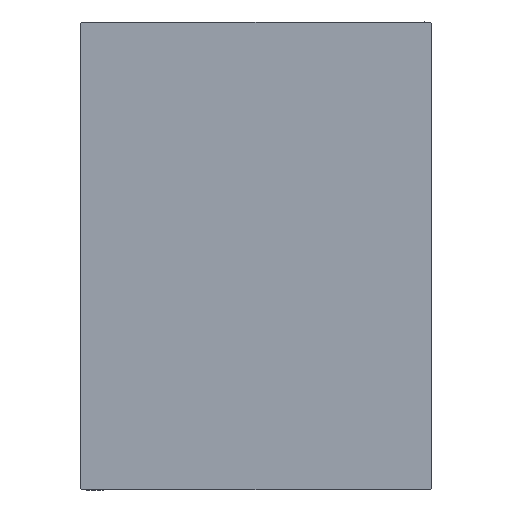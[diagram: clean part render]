
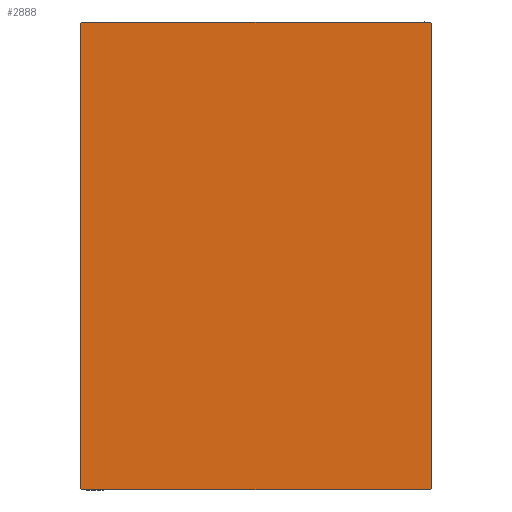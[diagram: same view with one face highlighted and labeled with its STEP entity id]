
A CAD part, left-side view. The second image highlights one B-rep face of the part: STEP entity #2888.
In plain terms, the highlighted face is planar.
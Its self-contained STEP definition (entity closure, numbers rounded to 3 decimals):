
#797 = DIRECTION ( 'NONE',  ( 0., -0.707, 0.707 ) ) ;
#1121 = VERTEX_POINT ( 'NONE', #41088 ) ;
#1429 = EDGE_CURVE ( 'NONE', #4002, #27872, #34097, .T. ) ;
#1532 = CARTESIAN_POINT ( 'NONE',  ( 98., 37.2, -50. ) ) ;
#2445 = VECTOR ( 'NONE', #25975, 1000. ) ;
#2888 = ADVANCED_FACE ( 'NONE', ( #21456 ), #18817, .T. ) ;
#2968 = DIRECTION ( 'NONE',  ( 0., 0.707, 0.707 ) ) ;
#2981 = EDGE_CURVE ( 'NONE', #8332, #1121, #8405, .T. ) ;
#2991 = VECTOR ( 'NONE', #22332, 1000. ) ;
#3205 = ORIENTED_EDGE ( 'NONE', *, *, #36699, .T. ) ;
#4002 = VERTEX_POINT ( 'NONE', #39229 ) ;
#4262 = LINE ( 'NONE', #37285, #37980 ) ;
#4746 = ORIENTED_EDGE ( 'NONE', *, *, #23824, .T. ) ;
#4914 = DIRECTION ( 'NONE',  ( 0., -0.707, -0.707 ) ) ;
#5354 = CARTESIAN_POINT ( 'NONE',  ( 98., -37.5, 50. ) ) ;
#6443 = LINE ( 'NONE', #39460, #25487 ) ;
#8332 = VERTEX_POINT ( 'NONE', #11937 ) ;
#8405 = LINE ( 'NONE', #5354, #15272 ) ;
#9483 = EDGE_LOOP ( 'NONE', ( #3205, #15839, #4746, #35590, #41640, #11804, #9980, #37205 ) ) ;
#9980 = ORIENTED_EDGE ( 'NONE', *, *, #2981, .T. ) ;
#10781 = CARTESIAN_POINT ( 'NONE',  ( 98., -37.2, 50. ) ) ;
#11804 = ORIENTED_EDGE ( 'NONE', *, *, #34816, .T. ) ;
#11937 = CARTESIAN_POINT ( 'NONE',  ( 98., -37.5, 49.7 ) ) ;
#12075 = CARTESIAN_POINT ( 'NONE',  ( 98., 0., 0. ) ) ;
#13564 = VECTOR ( 'NONE', #28479, 1000. ) ;
#14452 = EDGE_CURVE ( 'NONE', #1121, #29980, #35137, .T. ) ;
#14669 = VERTEX_POINT ( 'NONE', #27531 ) ;
#14718 = DIRECTION ( 'NONE',  ( 1., 0., 0. ) ) ;
#15272 = VECTOR ( 'NONE', #34895, 1000. ) ;
#15839 = ORIENTED_EDGE ( 'NONE', *, *, #27841, .T. ) ;
#18437 = CARTESIAN_POINT ( 'NONE',  ( 98., 37.5, 50. ) ) ;
#18817 = PLANE ( 'NONE',  #42301 ) ;
#21400 = VERTEX_POINT ( 'NONE', #1532 ) ;
#21456 = FACE_OUTER_BOUND ( 'NONE', #9483, .T. ) ;
#21635 = CARTESIAN_POINT ( 'NONE',  ( 98., -43.6, 43.6 ) ) ;
#21697 = DIRECTION ( 'NONE',  ( 0., -1., 0. ) ) ;
#22332 = DIRECTION ( 'NONE',  ( 0., 0.707, -0.707 ) ) ;
#23824 = EDGE_CURVE ( 'NONE', #14669, #37013, #31519, .T. ) ;
#24270 = VECTOR ( 'NONE', #21697, 1000. ) ;
#25487 = VECTOR ( 'NONE', #2968, 1000. ) ;
#25975 = DIRECTION ( 'NONE',  ( 0., 1., 0. ) ) ;
#26847 = LINE ( 'NONE', #36176, #2445 ) ;
#27531 = CARTESIAN_POINT ( 'NONE',  ( 98., 37.5, -49.7 ) ) ;
#27841 = EDGE_CURVE ( 'NONE', #21400, #14669, #6443, .T. ) ;
#27872 = VERTEX_POINT ( 'NONE', #10781 ) ;
#27918 = EDGE_CURVE ( 'NONE', #37013, #4002, #4262, .T. ) ;
#28107 = VECTOR ( 'NONE', #4914, 1000. ) ;
#28479 = DIRECTION ( 'NONE',  ( 0., 0., 1. ) ) ;
#28682 = CARTESIAN_POINT ( 'NONE',  ( 98., 37.5, -50. ) ) ;
#29980 = VERTEX_POINT ( 'NONE', #40685 ) ;
#30997 = LINE ( 'NONE', #21635, #28107 ) ;
#31519 = LINE ( 'NONE', #28682, #13564 ) ;
#32088 = CARTESIAN_POINT ( 'NONE',  ( 98., -43.6, -43.6 ) ) ;
#34097 = LINE ( 'NONE', #18437, #24270 ) ;
#34816 = EDGE_CURVE ( 'NONE', #27872, #8332, #30997, .T. ) ;
#34895 = DIRECTION ( 'NONE',  ( 0., 0., -1. ) ) ;
#35137 = LINE ( 'NONE', #32088, #2991 ) ;
#35590 = ORIENTED_EDGE ( 'NONE', *, *, #27918, .T. ) ;
#36176 = CARTESIAN_POINT ( 'NONE',  ( 98., -37.5, -50. ) ) ;
#36699 = EDGE_CURVE ( 'NONE', #29980, #21400, #26847, .T. ) ;
#37013 = VERTEX_POINT ( 'NONE', #42421 ) ;
#37205 = ORIENTED_EDGE ( 'NONE', *, *, #14452, .T. ) ;
#37285 = CARTESIAN_POINT ( 'NONE',  ( 98., 43.6, 43.6 ) ) ;
#37980 = VECTOR ( 'NONE', #797, 1000. ) ;
#39229 = CARTESIAN_POINT ( 'NONE',  ( 98., 37.2, 50. ) ) ;
#39460 = CARTESIAN_POINT ( 'NONE',  ( 98., 43.6, -43.6 ) ) ;
#40685 = CARTESIAN_POINT ( 'NONE',  ( 98., -37.2, -50. ) ) ;
#41088 = CARTESIAN_POINT ( 'NONE',  ( 98., -37.5, -49.7 ) ) ;
#41625 = DIRECTION ( 'NONE',  ( 0., 0., -1. ) ) ;
#41640 = ORIENTED_EDGE ( 'NONE', *, *, #1429, .T. ) ;
#42301 = AXIS2_PLACEMENT_3D ( 'NONE', #12075, #14718, #41625 ) ;
#42421 = CARTESIAN_POINT ( 'NONE',  ( 98., 37.5, 49.7 ) ) ;
